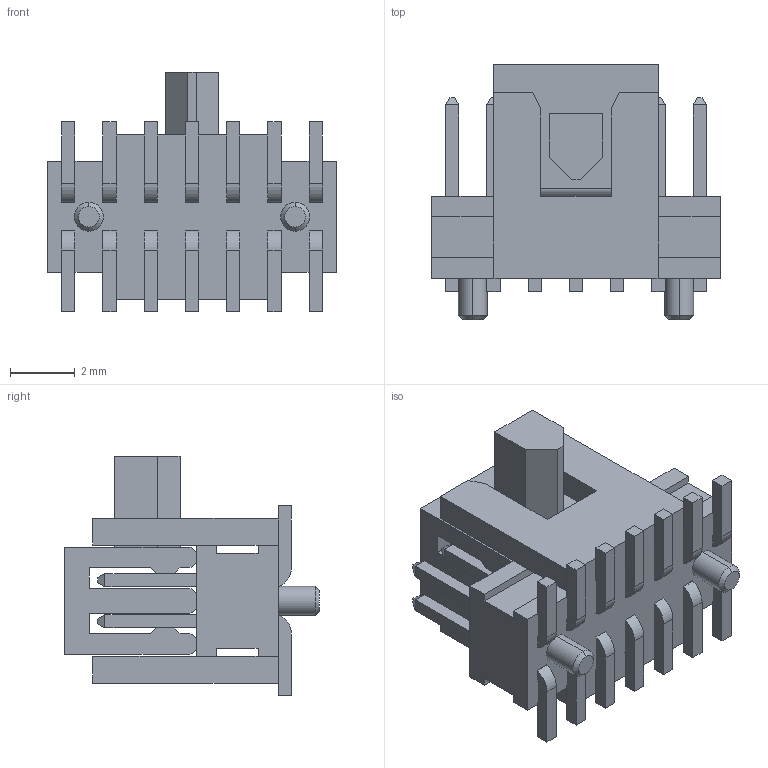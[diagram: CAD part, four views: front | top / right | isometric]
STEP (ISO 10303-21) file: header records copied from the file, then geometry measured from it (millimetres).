
FILE_DESCRIPTION (( 'STEP AP214' ), '1' );
FILE_NAME ('FTSH-107-01-L-DV-K-A-P.STEP', '2024-07-16T14:40:39', ( '' ), ( '' ), 'SwSTEP 2.0', 'SolidWorks 2023', '' );
FILE_SCHEMA (( 'AUTOMOTIVE_DESIGN' ));
Length unit declared in the file: inch
Products named in the file (5): FTSH-107-01-L-DV-K-A-P_pins1; FTSH-107-01-L-DV-K-A-P_pins2; FTSH-107-01-L-DV-K-A-P_pp_pad; FTSH-107-01-L-DV-K-A-P_body; FTSH-107-01-L-DV-K-A-P
Assembly tree (4 placements, depth 2):
  FTSH-107-01-L-DV-K-A-P
    FTSH-107-01-L-DV-K-A-P_body
    FTSH-107-01-L-DV-K-A-P_pins1
    FTSH-107-01-L-DV-K-A-P_pins2
    FTSH-107-01-L-DV-K-A-P_pp_pad
Bounding box: 8.89 x 7.85 x 7.37 mm (x, y, z)
Volume: 199.6 mm3; surface area: 704.3 mm2
Topology: 4 solids, 4 shells, 377 faces, 1020 edges, 656 vertices
Faces by surface type: plane 349, cylinder 24, cone 4
Entity records: 16663 total; most frequent: CARTESIAN_POINT 2060, ORIENTED_EDGE 2040, DIRECTION 1840, EDGE_CURVE 1020, VECTOR 968, LINE 968, VERTEX_POINT 656, AXIS2_PLACEMENT_3D 436
